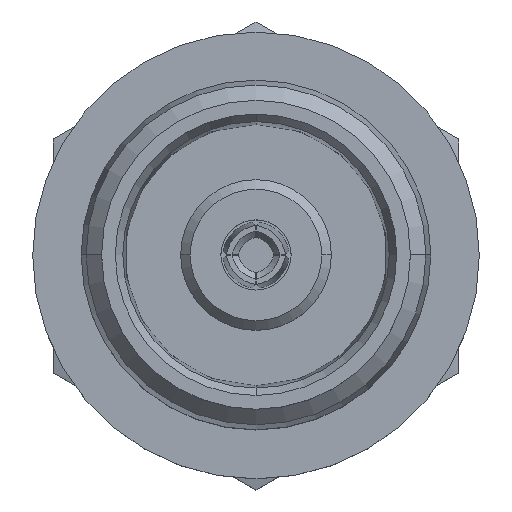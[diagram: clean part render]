
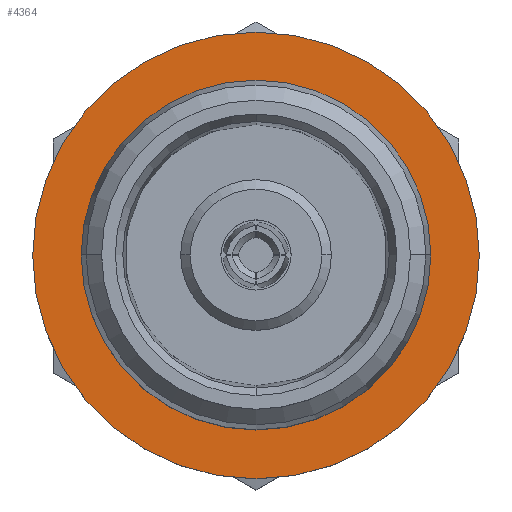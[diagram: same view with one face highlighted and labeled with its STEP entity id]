
A CAD part, top view. The second image highlights one B-rep face of the part: STEP entity #4364.
In plain terms, the highlighted planar face has unit normal (0, 0, 1).
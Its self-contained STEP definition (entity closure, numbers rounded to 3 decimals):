
#198 = PLANE ( 'NONE',  #448 ) ;
#205 = CARTESIAN_POINT ( 'NONE',  ( 0., 7., -12.4 ) ) ;
#206 = DIRECTION ( 'NONE',  ( 0., 0., -1. ) ) ;
#207 = DIRECTION ( 'NONE',  ( -1., 0., 0. ) ) ;
#448 = AXIS2_PLACEMENT_3D ( 'NONE', #205, #206, #207 ) ;
#1297 = CIRCLE ( 'NONE', #9987, 7. ) ;
#1299 = CIRCLE ( 'NONE', #9988, 4.84 ) ;
#1828 = EDGE_CURVE ( 'NONE', #9617, #6585, #1297, .T. ) ;
#1830 = EDGE_CURVE ( 'NONE', #6656, #6839, #1299, .T. ) ;
#2040 = AXIS2_PLACEMENT_3D ( 'NONE', #4988, #4989, #4990 ) ;
#4251 = CARTESIAN_POINT ( 'NONE',  ( 0., 0., -12.4 ) ) ;
#4252 = DIRECTION ( 'NONE',  ( 0., 0., 1. ) ) ;
#4253 = DIRECTION ( 'NONE',  ( 1., 0., 0. ) ) ;
#4364 = ADVANCED_FACE ( 'NONE', ( #8150, #8154 ), #198, .F. ) ;
#4943 = CARTESIAN_POINT ( 'NONE',  ( 7., 0., -12.4 ) ) ;
#4988 = CARTESIAN_POINT ( 'NONE',  ( 0., 0., -12.4 ) ) ;
#4989 = DIRECTION ( 'NONE',  ( 0., 0., 1. ) ) ;
#4990 = DIRECTION ( 'NONE',  ( 1., 0., 0. ) ) ;
#5244 = CIRCLE ( 'NONE', #2040, 4.84 ) ;
#5542 = CIRCLE ( 'NONE', #11066, 7. ) ;
#6146 = CARTESIAN_POINT ( 'NONE',  ( -7., 0., -12.4 ) ) ;
#6216 = CARTESIAN_POINT ( 'NONE',  ( 4.84, 0., -12.4 ) ) ;
#6399 = CARTESIAN_POINT ( 'NONE',  ( -4.84, 0., -12.4 ) ) ;
#6585 = VERTEX_POINT ( 'NONE', #6146 ) ;
#6656 = VERTEX_POINT ( 'NONE', #6216 ) ;
#6839 = VERTEX_POINT ( 'NONE', #6399 ) ;
#6955 = EDGE_LOOP ( 'NONE', ( #9415, #9416 ) ) ;
#8150 = FACE_BOUND ( 'NONE', #9191, .T. ) ;
#8154 = FACE_OUTER_BOUND ( 'NONE', #6955, .T. ) ;
#9191 = EDGE_LOOP ( 'NONE', ( #9413, #9414 ) ) ;
#9413 = ORIENTED_EDGE ( 'NONE', *, *, #1830, .F. ) ;
#9414 = ORIENTED_EDGE ( 'NONE', *, *, #9952, .F. ) ;
#9415 = ORIENTED_EDGE ( 'NONE', *, *, #1828, .T. ) ;
#9416 = ORIENTED_EDGE ( 'NONE', *, *, #11604, .T. ) ;
#9617 = VERTEX_POINT ( 'NONE', #4943 ) ;
#9952 = EDGE_CURVE ( 'NONE', #6839, #6656, #5244, .T. ) ;
#9987 = AXIS2_PLACEMENT_3D ( 'NONE', #11478, #11457, #11509 ) ;
#9988 = AXIS2_PLACEMENT_3D ( 'NONE', #11469, #11464, #11504 ) ;
#11066 = AXIS2_PLACEMENT_3D ( 'NONE', #4251, #4252, #4253 ) ;
#11457 = DIRECTION ( 'NONE',  ( 0., 0., 1. ) ) ;
#11464 = DIRECTION ( 'NONE',  ( 0., 0., 1. ) ) ;
#11469 = CARTESIAN_POINT ( 'NONE',  ( 0., 0., -12.4 ) ) ;
#11478 = CARTESIAN_POINT ( 'NONE',  ( 0., 0., -12.4 ) ) ;
#11504 = DIRECTION ( 'NONE',  ( 1., 0., 0. ) ) ;
#11509 = DIRECTION ( 'NONE',  ( 1., 0., 0. ) ) ;
#11604 = EDGE_CURVE ( 'NONE', #6585, #9617, #5542, .T. ) ;
